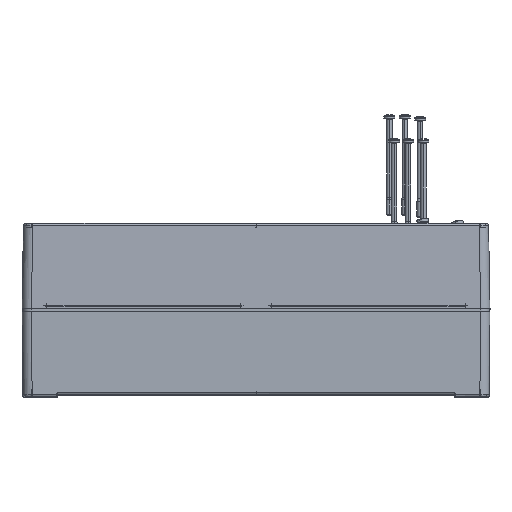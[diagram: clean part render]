
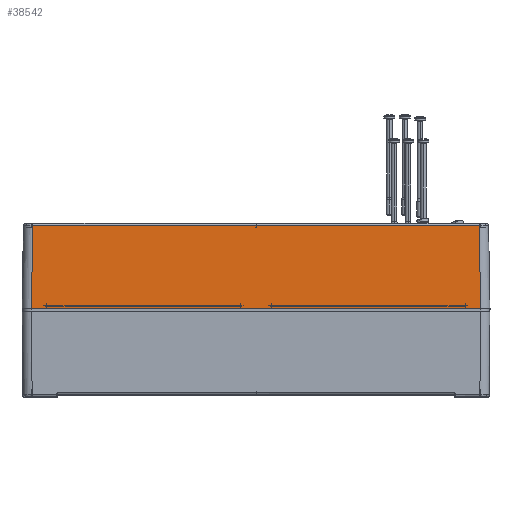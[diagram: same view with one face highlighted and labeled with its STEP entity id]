
A CAD part, top view. The second image highlights one B-rep face of the part: STEP entity #38542.
In plain terms, the highlighted face is planar.
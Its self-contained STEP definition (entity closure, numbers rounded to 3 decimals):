
#38178 = VERTEX_POINT('',#38179);
#38179 = CARTESIAN_POINT('',(-143.077,-53.526,
    114.076));
#38542 = ADVANCED_FACE('',(#38543),#38575,.T.);
#38543 = FACE_BOUND('',#38544,.T.);
#38544 = EDGE_LOOP('',(#38545,#38553,#38561,#38569));
#38545 = ORIENTED_EDGE('',*,*,#38546,.T.);
#38546 = EDGE_CURVE('',#38547,#38178,#38549,.T.);
#38547 = VERTEX_POINT('',#38548);
#38548 = CARTESIAN_POINT('',(-144.001,0.,115.));
#38549 = LINE('',#38550,#38551);
#38550 = CARTESIAN_POINT('',(-144.003,0.104,
    115.002));
#38551 = VECTOR('',#38552,1.);
#38552 = DIRECTION('',(0.017,-1.,
    -0.017));
#38553 = ORIENTED_EDGE('',*,*,#38554,.T.);
#38554 = EDGE_CURVE('',#38178,#38555,#38557,.T.);
#38555 = VERTEX_POINT('',#38556);
#38556 = CARTESIAN_POINT('',(143.077,-53.526,
    114.076));
#38557 = LINE('',#38558,#38559);
#38558 = CARTESIAN_POINT('',(-150.,-53.526,114.076));
#38559 = VECTOR('',#38560,1.);
#38560 = DIRECTION('',(1.,0.,0.));
#38561 = ORIENTED_EDGE('',*,*,#38562,.T.);
#38562 = EDGE_CURVE('',#38555,#38563,#38565,.T.);
#38563 = VERTEX_POINT('',#38564);
#38564 = CARTESIAN_POINT('',(144.001,0.,115.));
#38565 = LINE('',#38566,#38567);
#38566 = CARTESIAN_POINT('',(143.913,-5.072,
    114.912));
#38567 = VECTOR('',#38568,1.);
#38568 = DIRECTION('',(0.017,1.,
    0.017));
#38569 = ORIENTED_EDGE('',*,*,#38570,.F.);
#38570 = EDGE_CURVE('',#38547,#38563,#38571,.T.);
#38571 = LINE('',#38572,#38573);
#38572 = CARTESIAN_POINT('',(-150.,0.,115.));
#38573 = VECTOR('',#38574,1.);
#38574 = DIRECTION('',(1.,0.,0.));
#38575 = PLANE('',#38576);
#38576 = AXIS2_PLACEMENT_3D('',#38577,#38578,#38579);
#38577 = CARTESIAN_POINT('',(-150.,0.,115.));
#38578 = DIRECTION('',(0.,-0.017,1.));
#38579 = DIRECTION('',(0.,-1.,-0.017));
